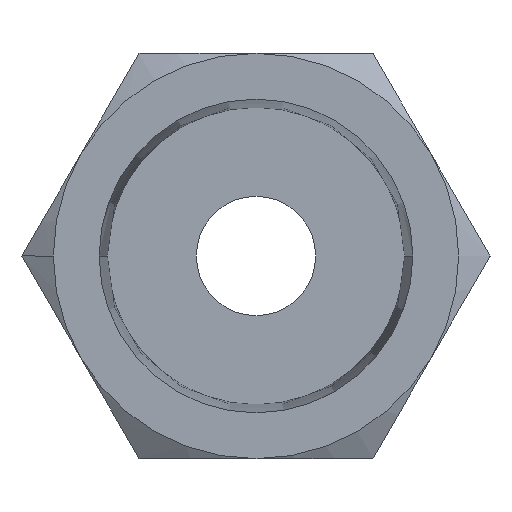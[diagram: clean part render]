
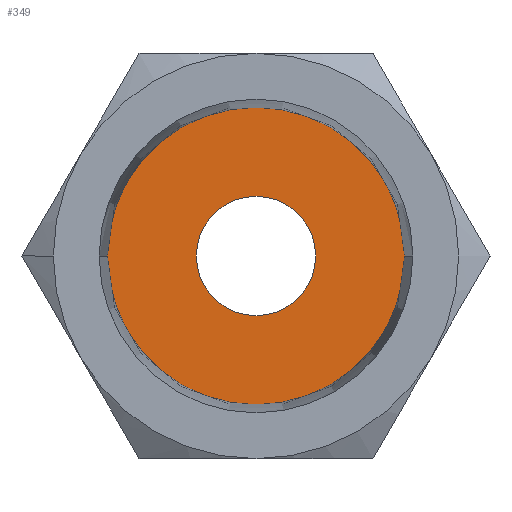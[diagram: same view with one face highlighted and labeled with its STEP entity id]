
A CAD part, front view. The second image highlights one B-rep face of the part: STEP entity #349.
In plain terms, the highlighted planar face has unit normal (0, -1, 0).
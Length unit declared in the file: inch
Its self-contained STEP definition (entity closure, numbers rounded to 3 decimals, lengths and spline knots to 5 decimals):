
#174 = AXIS2_PLACEMENT_3D ( 'NONE', #489, #481, #468 ) ;
#223 = EDGE_CURVE ( 'NONE', #1213, #1155, #2206, .T. ) ;
#236 = CARTESIAN_POINT ( 'NONE',  ( 0.09843, -0.07874, 0. ) ) ;
#274 = AXIS2_PLACEMENT_3D ( 'NONE', #416, #410, #403 ) ;
#349 = ADVANCED_FACE ( 'NONE', ( #2075, #836 ), #1964, .F. ) ;
#396 = CARTESIAN_POINT ( 'NONE',  ( -0.24546, -0.07874, 0. ) ) ;
#403 = DIRECTION ( 'NONE',  ( 1., 0., 0. ) ) ;
#410 = DIRECTION ( 'NONE',  ( 0., -1., 0. ) ) ;
#416 = CARTESIAN_POINT ( 'NONE',  ( 0., -0.07874, 0. ) ) ;
#436 = DIRECTION ( 'NONE',  ( 1., 0., 0. ) ) ;
#451 = DIRECTION ( 'NONE',  ( 0., -1., 0. ) ) ;
#457 = CARTESIAN_POINT ( 'NONE',  ( 0., -0.07874, 0. ) ) ;
#468 = DIRECTION ( 'NONE',  ( 1., 0., 0. ) ) ;
#481 = DIRECTION ( 'NONE',  ( 0., -1., 0. ) ) ;
#489 = CARTESIAN_POINT ( 'NONE',  ( 0., -0.07874, 0. ) ) ;
#729 = CARTESIAN_POINT ( 'NONE',  ( -0.09843, -0.07874, 0. ) ) ;
#821 = EDGE_CURVE ( 'NONE', #1347, #877, #1072, .T. ) ;
#836 = FACE_OUTER_BOUND ( 'NONE', #1173, .T. ) ;
#847 = CIRCLE ( 'NONE', #1853, 0.09843 ) ;
#862 = EDGE_CURVE ( 'NONE', #877, #1347, #2069, .T. ) ;
#877 = VERTEX_POINT ( 'NONE', #396 ) ;
#929 = CARTESIAN_POINT ( 'NONE',  ( 0.24546, -0.07874, 0. ) ) ;
#981 = AXIS2_PLACEMENT_3D ( 'NONE', #457, #451, #436 ) ;
#1044 = DIRECTION ( 'NONE',  ( 0., -1., 0. ) ) ;
#1058 = AXIS2_PLACEMENT_3D ( 'NONE', #1549, #1224, #1333 ) ;
#1072 = CIRCLE ( 'NONE', #174, 0.24546 ) ;
#1155 = VERTEX_POINT ( 'NONE', #729 ) ;
#1173 = EDGE_LOOP ( 'NONE', ( #2051, #1245 ) ) ;
#1213 = VERTEX_POINT ( 'NONE', #236 ) ;
#1224 = DIRECTION ( 'NONE',  ( 0., 1., 0. ) ) ;
#1245 = ORIENTED_EDGE ( 'NONE', *, *, #862, .T. ) ;
#1333 = DIRECTION ( 'NONE',  ( 0., 0., 1. ) ) ;
#1347 = VERTEX_POINT ( 'NONE', #929 ) ;
#1389 = ORIENTED_EDGE ( 'NONE', *, *, #2200, .F. ) ;
#1549 = CARTESIAN_POINT ( 'NONE',  ( -0.17194, -0.07874, 0. ) ) ;
#1853 = AXIS2_PLACEMENT_3D ( 'NONE', #2104, #1044, #2288 ) ;
#1964 = PLANE ( 'NONE',  #1058 ) ;
#1977 = ORIENTED_EDGE ( 'NONE', *, *, #223, .F. ) ;
#2033 = EDGE_LOOP ( 'NONE', ( #1977, #1389 ) ) ;
#2051 = ORIENTED_EDGE ( 'NONE', *, *, #821, .T. ) ;
#2069 = CIRCLE ( 'NONE', #274, 0.24546 ) ;
#2075 = FACE_BOUND ( 'NONE', #2033, .T. ) ;
#2104 = CARTESIAN_POINT ( 'NONE',  ( 0., -0.07874, 0. ) ) ;
#2200 = EDGE_CURVE ( 'NONE', #1155, #1213, #847, .T. ) ;
#2206 = CIRCLE ( 'NONE', #981, 0.09843 ) ;
#2288 = DIRECTION ( 'NONE',  ( 1., 0., 0. ) ) ;
